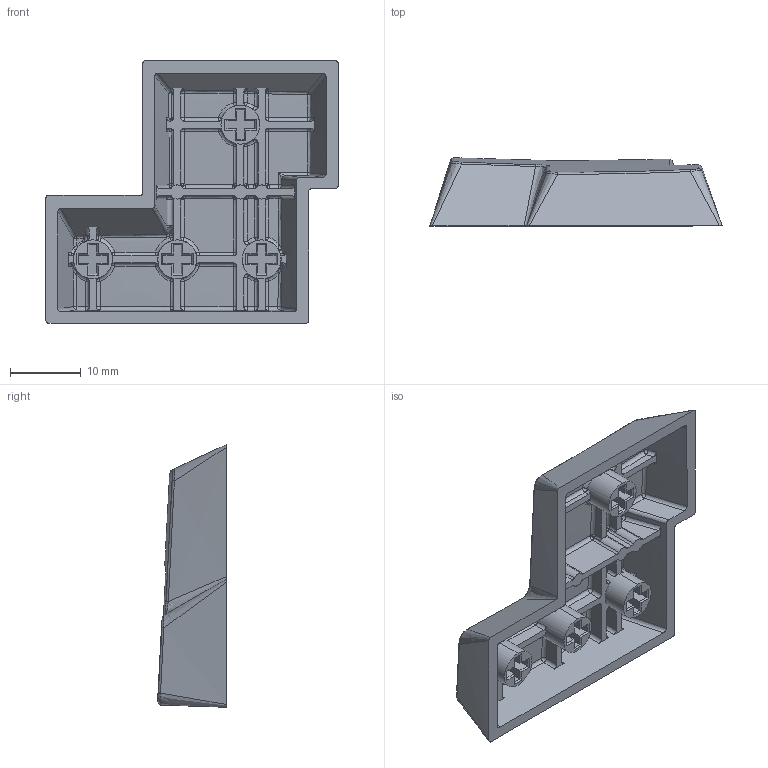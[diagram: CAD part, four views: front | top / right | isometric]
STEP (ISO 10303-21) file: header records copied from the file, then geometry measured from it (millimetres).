
FILE_DESCRIPTION (( 'STEP AP214' ), '1' );
FILE_NAME ('Alice_BABS.STEP', '2023-01-18T20:07:21', ( '' ), ( '' ), 'SwSTEP 2.0', 'SolidWorks 2019', '' );
FILE_SCHEMA (( 'AUTOMOTIVE_DESIGN' ));
Length unit declared in the file: millimetre
Products named in the file (1): Alice_BABS
Bounding box: 41.32 x 9.66 x 37.15 mm (x, y, z)
Volume: 4081.4 mm3; surface area: 5141.3 mm2
Topology: 1 solids, 1 shells, 561 faces, 1373 edges, 788 vertices
Faces by surface type: bspline 203, plane 176, cylinder 99, sphere 83
Entity records: 19786 total; most frequent: CARTESIAN_POINT 8549, ORIENTED_EDGE 2618, DIRECTION 1951, EDGE_CURVE 1309, AXIS2_PLACEMENT_3D 757, VERTEX_POINT 755, EDGE_LOOP 566, FACE_OUTER_BOUND 561
